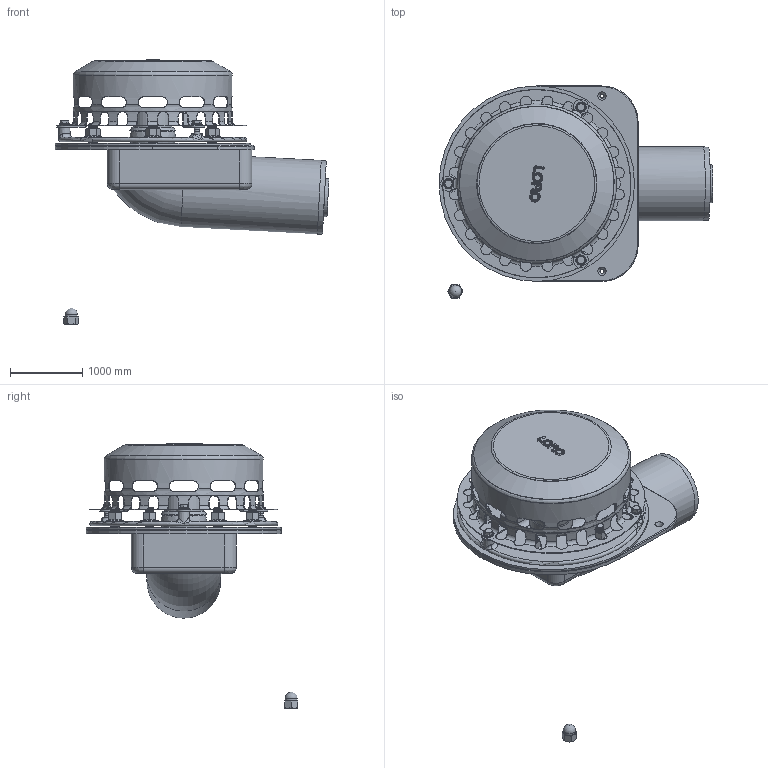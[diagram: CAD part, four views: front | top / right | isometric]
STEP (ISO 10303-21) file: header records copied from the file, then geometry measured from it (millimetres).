
FILE_DESCRIPTION(/* description */ (''),/* implementation_level */ '2;1');
FILE_NAME(/* name */ '13506.100X_3D.stp',/* time_stamp */ '2024-12-11T14:47:19+01:00',/* author */ ('CAD'),/* organization */ (''),/* preprocessor_version */ 'ST-DEVELOPER v20',/* originating_system */ 'AutoCAD Mechanical',/* authorisation */ '');
FILE_SCHEMA (('AUTOMOTIVE_DESIGN { 1 0 10303 214 3 1 1 }'));
Length unit declared in the file: centimetre
Products named in the file (10): Product; KORB; *U3; *U2; STUTZEN; *U5; *U4; *U7; *U6; *S8
Assembly tree (18 placements, depth 3):
  Product
    KORB
    *U3
      *U2  x3
    STUTZEN
    *U5
      *U4  x6
    *U7
      *U6  x3
    *S8
Bounding box: 3783.64 x 2925.68 x 3651.56 mm (x, y, z)
Volume: 1147374364.3 mm3; surface area: 87584806.1 mm2
Topology: 36 solids, 36 shells, 1366 faces, 3267 edges, 1948 vertices
Faces by surface type: cylinder 484, cone 375, plane 351, torus 128, bspline 24, sphere 4
Full cylindrical faces by diameter (mm): 40 x3, 70 x12, 80 x24, 105 x2, 120 x109, 133.198 x30, 160 x12, 170 x1, 500 x4, 530 x4, 558.788 x1, 560 x1, 578.049 x1, 590 x1, 600 x1, 630 x1, 980 x1, 1020 x1, 1220 x1, 1300 x1, 1330 x1, 2180 x2, 2200 x2, 2600 x1, 2700 x1
Entity records: 41020 total; most frequent: CARTESIAN_POINT 14851, DIRECTION 5633, ORIENTED_EDGE 5332, EDGE_CURVE 2666, AXIS2_PLACEMENT_3D 2306, VERTEX_POINT 1582, EDGE_LOOP 1222, CIRCLE 1164
